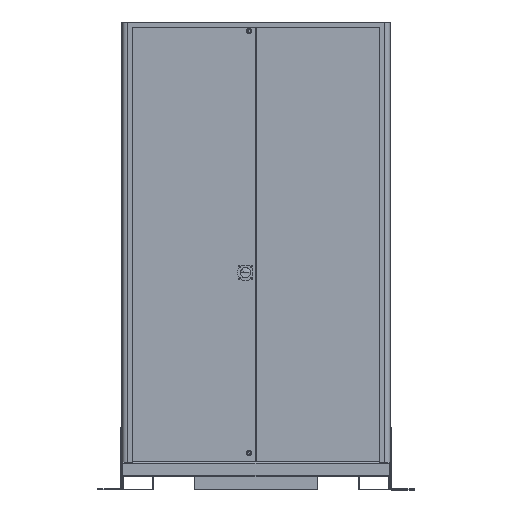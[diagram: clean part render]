
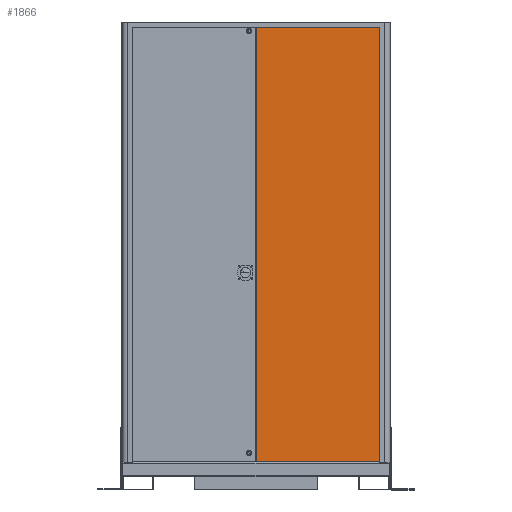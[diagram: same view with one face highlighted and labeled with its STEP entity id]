
A CAD part, top view. The second image highlights one B-rep face of the part: STEP entity #1866.
In plain terms, the highlighted planar face has unit normal (0, 0, 1).
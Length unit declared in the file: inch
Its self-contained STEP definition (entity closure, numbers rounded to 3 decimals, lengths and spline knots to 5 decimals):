
#231 = VERTEX_POINT ( 'NONE', #7082 ) ;
#407 = CARTESIAN_POINT ( 'NONE',  ( 18.75, 64., 9. ) ) ;
#423 = CARTESIAN_POINT ( 'NONE',  ( 0.03125, 63.1875, 9. ) ) ;
#1135 = CARTESIAN_POINT ( 'NONE',  ( 17.9375, 0.0625, 9. ) ) ;
#1306 = DIRECTION ( 'NONE',  ( -1., 0., 0. ) ) ;
#1385 = DIRECTION ( 'NONE',  ( 0., 0., -1. ) ) ;
#1425 = CARTESIAN_POINT ( 'NONE',  ( 0.03125, 0.0625, 9. ) ) ;
#1866 = ADVANCED_FACE ( 'NONE', ( #1927 ), #9817, .F. ) ;
#1927 = FACE_OUTER_BOUND ( 'NONE', #3721, .T. ) ;
#1976 = VERTEX_POINT ( 'NONE', #1135 ) ;
#2244 = VECTOR ( 'NONE', #8106, 39.37008 ) ;
#2297 = LINE ( 'NONE', #423, #4529 ) ;
#2854 = EDGE_CURVE ( 'NONE', #1976, #8367, #7842, .T. ) ;
#3240 = VECTOR ( 'NONE', #4648, 39.37008 ) ;
#3721 = EDGE_LOOP ( 'NONE', ( #7246, #12339, #11332, #6888 ) ) ;
#4347 = VECTOR ( 'NONE', #11508, 39.37008 ) ;
#4490 = AXIS2_PLACEMENT_3D ( 'NONE', #407, #1385, #1306 ) ;
#4529 = VECTOR ( 'NONE', #6228, 39.37008 ) ;
#4648 = DIRECTION ( 'NONE',  ( 0., 1., 0. ) ) ;
#4764 = CARTESIAN_POINT ( 'NONE',  ( 0.03125, 63.1875, 9. ) ) ;
#4913 = EDGE_CURVE ( 'NONE', #8367, #6619, #2297, .T. ) ;
#5650 = CARTESIAN_POINT ( 'NONE',  ( 17.9375, 63.1875, 9. ) ) ;
#5717 = EDGE_CURVE ( 'NONE', #6619, #231, #11041, .T. ) ;
#6158 = CARTESIAN_POINT ( 'NONE',  ( 0.03125, 63.1875, 9. ) ) ;
#6228 = DIRECTION ( 'NONE',  ( -1., 0., 0. ) ) ;
#6595 = EDGE_CURVE ( 'NONE', #231, #1976, #12238, .T. ) ;
#6619 = VERTEX_POINT ( 'NONE', #6158 ) ;
#6888 = ORIENTED_EDGE ( 'NONE', *, *, #4913, .T. ) ;
#7082 = CARTESIAN_POINT ( 'NONE',  ( 0.03125, 0.0625, 9. ) ) ;
#7246 = ORIENTED_EDGE ( 'NONE', *, *, #5717, .T. ) ;
#7842 = LINE ( 'NONE', #5650, #3240 ) ;
#8106 = DIRECTION ( 'NONE',  ( 1., 0., 0. ) ) ;
#8367 = VERTEX_POINT ( 'NONE', #11620 ) ;
#9817 = PLANE ( 'NONE',  #4490 ) ;
#11041 = LINE ( 'NONE', #4764, #4347 ) ;
#11332 = ORIENTED_EDGE ( 'NONE', *, *, #2854, .T. ) ;
#11508 = DIRECTION ( 'NONE',  ( 0., -1., 0. ) ) ;
#11620 = CARTESIAN_POINT ( 'NONE',  ( 17.9375, 63.1875, 9. ) ) ;
#12238 = LINE ( 'NONE', #1425, #2244 ) ;
#12339 = ORIENTED_EDGE ( 'NONE', *, *, #6595, .T. ) ;
